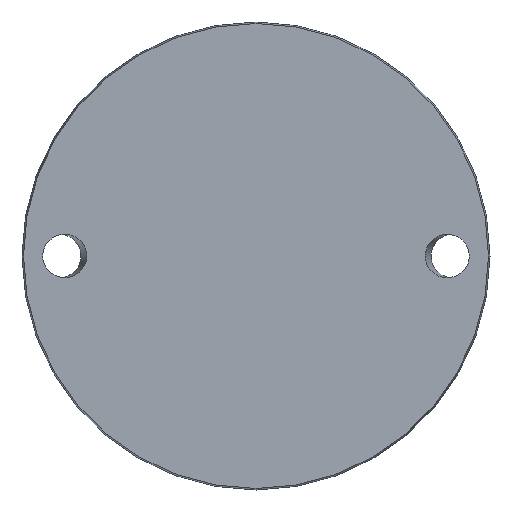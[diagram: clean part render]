
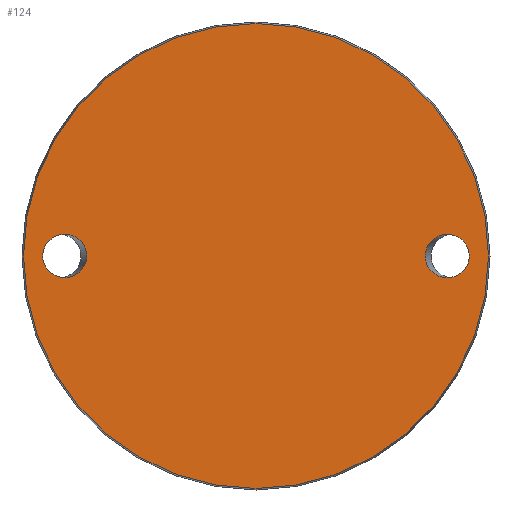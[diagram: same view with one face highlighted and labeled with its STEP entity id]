
A CAD part, front view. The second image highlights one B-rep face of the part: STEP entity #124.
In plain terms, the highlighted planar face has unit normal (0, -1, 0).
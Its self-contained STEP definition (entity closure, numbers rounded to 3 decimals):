
#8 = DIRECTION ( 'NONE',  ( 0., -1., 0. ) ) ;
#85 = CARTESIAN_POINT ( 'NONE',  ( 0., 0., 0. ) ) ;
#91 = CARTESIAN_POINT ( 'NONE',  ( -64.385, 0., 16.5 ) ) ;
#107 =( BOUNDED_CURVE ( )  B_SPLINE_CURVE ( 3, ( #672, #526, #297, #282, #774, #769, #688 ),
 .UNSPECIFIED., .T., .T. ) 
 B_SPLINE_CURVE_WITH_KNOTS ( ( 4, 3, 4 ),
 ( 0., 3.142, 6.283 ),
 .UNSPECIFIED. ) 
 CURVE ( )  GEOMETRIC_REPRESENTATION_ITEM ( )  RATIONAL_B_SPLINE_CURVE ( ( 1., 0.333, 0.333, 1., 0.333, 0.333, 1. ) ) 
 REPRESENTATION_ITEM ( '' )  );
#124 = ADVANCED_FACE ( 'NONE', ( #626, #772, #145 ), #458, .F. ) ;
#138 = DIRECTION ( 'NONE',  ( 0., 1., 0. ) ) ;
#145 = FACE_OUTER_BOUND ( 'NONE', #576, .T. ) ;
#171 = DIRECTION ( 'NONE',  ( 0., 0., -1. ) ) ;
#282 = CARTESIAN_POINT ( 'NONE',  ( 81.115, 0., 0. ) ) ;
#288 = EDGE_LOOP ( 'NONE', ( #368 ) ) ;
#289 = VERTEX_POINT ( 'NONE', #919 ) ;
#293 = AXIS2_PLACEMENT_3D ( 'NONE', #85, #8, #171 ) ;
#297 = CARTESIAN_POINT ( 'NONE',  ( 81.115, 0., -16.5 ) ) ;
#305 = CARTESIAN_POINT ( 'NONE',  ( -88.425, 0., 0. ) ) ;
#368 = ORIENTED_EDGE ( 'NONE', *, *, #941, .T. ) ;
#377 = EDGE_LOOP ( 'NONE', ( #718 ) ) ;
#408 = CARTESIAN_POINT ( 'NONE',  ( -81.115, 0., 0. ) ) ;
#417 = CARTESIAN_POINT ( 'NONE',  ( -81.115, 0., -16.5 ) ) ;
#443 = CIRCLE ( 'NONE', #293, 88.425 ) ;
#452 = VERTEX_POINT ( 'NONE', #509 ) ;
#458 = PLANE ( 'NONE',  #886 ) ;
#503 = CARTESIAN_POINT ( 'NONE',  ( -64.385, 0., 0. ) ) ;
#509 = CARTESIAN_POINT ( 'NONE',  ( 64.385, 0., 0. ) ) ;
#526 = CARTESIAN_POINT ( 'NONE',  ( 64.385, 0., -16.5 ) ) ;
#561 = EDGE_CURVE ( 'NONE', #452, #452, #107, .T. ) ;
#574 = CARTESIAN_POINT ( 'NONE',  ( -64.385, 0., -16.5 ) ) ;
#576 = EDGE_LOOP ( 'NONE', ( #815 ) ) ;
#579 = CARTESIAN_POINT ( 'NONE',  ( -81.115, 0., 16.5 ) ) ;
#626 = FACE_BOUND ( 'NONE', #288, .T. ) ;
#670 = CARTESIAN_POINT ( 'NONE',  ( 0., 0., -88.425 ) ) ;
#672 = CARTESIAN_POINT ( 'NONE',  ( 64.385, 0., 0. ) ) ;
#688 = CARTESIAN_POINT ( 'NONE',  ( 64.385, 0., 0. ) ) ;
#718 = ORIENTED_EDGE ( 'NONE', *, *, #561, .F. ) ;
#732 = CARTESIAN_POINT ( 'NONE',  ( -81.115, 0., 0. ) ) ;
#769 = CARTESIAN_POINT ( 'NONE',  ( 64.385, 0., 16.5 ) ) ;
#772 = FACE_BOUND ( 'NONE', #377, .T. ) ;
#774 = CARTESIAN_POINT ( 'NONE',  ( 81.115, 0., 16.5 ) ) ;
#815 = ORIENTED_EDGE ( 'NONE', *, *, #928, .T. ) ;
#886 = AXIS2_PLACEMENT_3D ( 'NONE', #305, #138, #942 ) ;
#919 = CARTESIAN_POINT ( 'NONE',  ( -81.115, 0., 0. ) ) ;
#928 = EDGE_CURVE ( 'NONE', #1000, #1000, #443, .T. ) ;
#941 = EDGE_CURVE ( 'NONE', #289, #289, #944, .T. ) ;
#942 = DIRECTION ( 'NONE',  ( 0., 0., 1. ) ) ;
#944 =( BOUNDED_CURVE ( )  B_SPLINE_CURVE ( 3, ( #408, #579, #91, #503, #574, #417, #732 ),
 .UNSPECIFIED., .T., .F. ) 
 B_SPLINE_CURVE_WITH_KNOTS ( ( 4, 3, 4 ),
 ( 0., 3.142, 6.283 ),
 .UNSPECIFIED. ) 
 CURVE ( )  GEOMETRIC_REPRESENTATION_ITEM ( )  RATIONAL_B_SPLINE_CURVE ( ( 1., 0.333, 0.333, 1., 0.333, 0.333, 1. ) ) 
 REPRESENTATION_ITEM ( '' )  );
#1000 = VERTEX_POINT ( 'NONE', #670 ) ;
